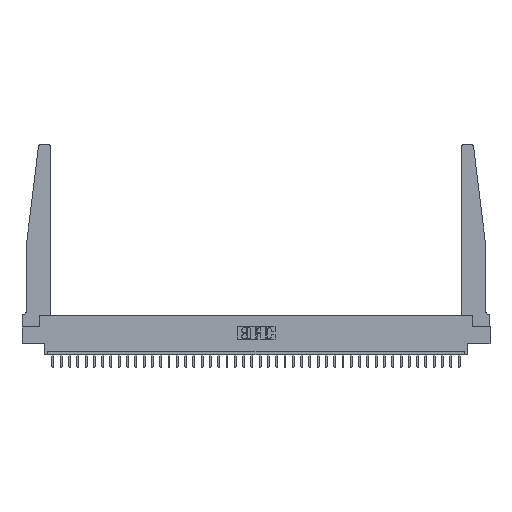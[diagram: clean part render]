
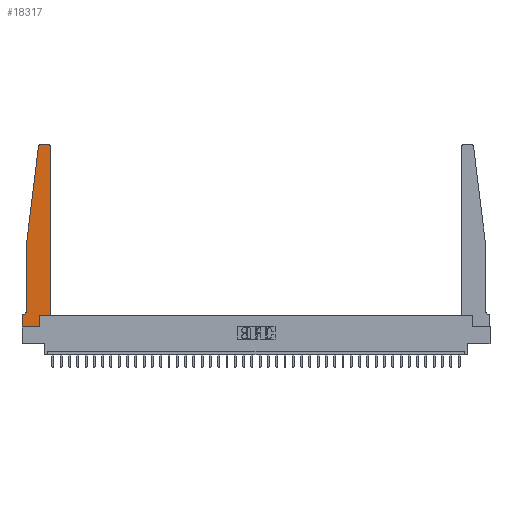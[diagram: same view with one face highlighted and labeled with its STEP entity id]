
A CAD part, top view. The second image highlights one B-rep face of the part: STEP entity #18317.
In plain terms, the highlighted planar face has unit normal (0, 0, 1).
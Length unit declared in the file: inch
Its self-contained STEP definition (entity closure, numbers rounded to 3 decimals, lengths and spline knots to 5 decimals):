
#31 = ORIENTED_EDGE ( 'NONE', *, *, #13926, .T. ) ;
#212 = EDGE_LOOP ( 'NONE', ( #4055, #29235, #35269, #3345, #21338, #23611, #31, #14750, #19632, #1511, #6758, #8178 ) ) ;
#610 = CARTESIAN_POINT ( 'NONE',  ( 0.2605, 0., 0.37 ) ) ;
#681 = DIRECTION ( 'NONE',  ( -1., 0., 0. ) ) ;
#934 = EDGE_CURVE ( 'NONE', #16015, #6304, #9072, .T. ) ;
#1255 = EDGE_CURVE ( 'NONE', #31587, #30310, #21267, .T. ) ;
#1511 = ORIENTED_EDGE ( 'NONE', *, *, #1255, .T. ) ;
#1647 = EDGE_CURVE ( 'NONE', #28708, #16726, #14703, .T. ) ;
#2092 = CARTESIAN_POINT ( 'NONE',  ( 0.015, 0.2375, 0.37 ) ) ;
#2191 = CARTESIAN_POINT ( 'NONE',  ( 0.27653, 2.72, 0.37 ) ) ;
#2388 = CARTESIAN_POINT ( 'NONE',  ( 0.015, 0.1875, 0.37 ) ) ;
#2991 = EDGE_CURVE ( 'NONE', #30310, #13248, #4593, .T. ) ;
#3345 = ORIENTED_EDGE ( 'NONE', *, *, #934, .T. ) ;
#3433 = EDGE_CURVE ( 'NONE', #20828, #28708, #27092, .T. ) ;
#3476 = VECTOR ( 'NONE', #9266, 39.37008 ) ;
#3915 = VECTOR ( 'NONE', #681, 39.37008 ) ;
#3926 = VECTOR ( 'NONE', #13286, 39.37008 ) ;
#4055 = ORIENTED_EDGE ( 'NONE', *, *, #3433, .T. ) ;
#4315 = VECTOR ( 'NONE', #5610, 39.37008 ) ;
#4593 = LINE ( 'NONE', #31805, #4315 ) ;
#4724 = AXIS2_PLACEMENT_3D ( 'NONE', #10925, #35092, #27422 ) ;
#4894 = DIRECTION ( 'NONE',  ( 0., 0., 1. ) ) ;
#4931 = DIRECTION ( 'NONE',  ( 1., 0., 0. ) ) ;
#5357 = FACE_OUTER_BOUND ( 'NONE', #212, .T. ) ;
#5610 = DIRECTION ( 'NONE',  ( 0., 1., 0. ) ) ;
#6304 = VERTEX_POINT ( 'NONE', #30154 ) ;
#6314 = EDGE_CURVE ( 'NONE', #16726, #16015, #13859, .T. ) ;
#6679 = CARTESIAN_POINT ( 'NONE',  ( 0.24675, 2.72367, 0.37 ) ) ;
#6758 = ORIENTED_EDGE ( 'NONE', *, *, #2991, .T. ) ;
#7600 = LINE ( 'NONE', #27317, #11619 ) ;
#8178 = ORIENTED_EDGE ( 'NONE', *, *, #29750, .T. ) ;
#9072 = LINE ( 'NONE', #30753, #26230 ) ;
#9266 = DIRECTION ( 'NONE',  ( 1., 0., 0. ) ) ;
#9556 = CARTESIAN_POINT ( 'NONE',  ( 0.2605, 0.18, 0.37 ) ) ;
#9629 = CARTESIAN_POINT ( 'NONE',  ( 0.27653, 2.75, 0.37 ) ) ;
#10234 = CARTESIAN_POINT ( 'NONE',  ( 0.25, 2.75, 0.37 ) ) ;
#10925 = CARTESIAN_POINT ( 'NONE',  ( 0., 0.1875, 0.37 ) ) ;
#10957 = VERTEX_POINT ( 'NONE', #13667 ) ;
#11509 = CARTESIAN_POINT ( 'NONE',  ( 0.395, 2.75, 0.37 ) ) ;
#11521 = EDGE_CURVE ( 'NONE', #30414, #28833, #33284, .T. ) ;
#11619 = VECTOR ( 'NONE', #15835, 39.37008 ) ;
#12512 = VECTOR ( 'NONE', #30676, 39.37008 ) ;
#12551 = VECTOR ( 'NONE', #32644, 39.37008 ) ;
#13248 = VERTEX_POINT ( 'NONE', #26471 ) ;
#13286 = DIRECTION ( 'NONE',  ( -1., 0., 0. ) ) ;
#13537 = VERTEX_POINT ( 'NONE', #610 ) ;
#13667 = CARTESIAN_POINT ( 'NONE',  ( 0., 0., 0.37 ) ) ;
#13859 = LINE ( 'NONE', #19412, #12551 ) ;
#13926 = EDGE_CURVE ( 'NONE', #28833, #10957, #19246, .T. ) ;
#14703 = CIRCLE ( 'NONE', #21575, 0.03 ) ;
#14750 = ORIENTED_EDGE ( 'NONE', *, *, #15855, .T. ) ;
#15569 = CIRCLE ( 'NONE', #21288, 0.05 ) ;
#15835 = DIRECTION ( 'NONE',  ( 0., 1., 0. ) ) ;
#15855 = EDGE_CURVE ( 'NONE', #10957, #13537, #31287, .T. ) ;
#16015 = VERTEX_POINT ( 'NONE', #21461 ) ;
#16301 = PLANE ( 'NONE',  #4724 ) ;
#16726 = VERTEX_POINT ( 'NONE', #6679 ) ;
#17181 = CARTESIAN_POINT ( 'NONE',  ( 0.065, 0.1875, 0.37 ) ) ;
#18317 = ADVANCED_FACE ( 'NONE', ( #5357 ), #16301, .T. ) ;
#18461 = CIRCLE ( 'NONE', #29332, 0.03 ) ;
#18527 = DIRECTION ( 'NONE',  ( 0., 0., 1. ) ) ;
#19246 = LINE ( 'NONE', #27486, #12512 ) ;
#19412 = CARTESIAN_POINT ( 'NONE',  ( 0.065, 1.25, 0.37 ) ) ;
#19632 = ORIENTED_EDGE ( 'NONE', *, *, #30514, .T. ) ;
#20749 = CARTESIAN_POINT ( 'NONE',  ( 0., 0., 0.37 ) ) ;
#20774 = DIRECTION ( 'NONE',  ( 0., 0., -1. ) ) ;
#20828 = VERTEX_POINT ( 'NONE', #11509 ) ;
#21267 = LINE ( 'NONE', #30210, #32543 ) ;
#21288 = AXIS2_PLACEMENT_3D ( 'NONE', #2092, #20774, #31664 ) ;
#21338 = ORIENTED_EDGE ( 'NONE', *, *, #28650, .T. ) ;
#21461 = CARTESIAN_POINT ( 'NONE',  ( 0.065, 1.25, 0.37 ) ) ;
#21575 = AXIS2_PLACEMENT_3D ( 'NONE', #2191, #4894, #32657 ) ;
#23611 = ORIENTED_EDGE ( 'NONE', *, *, #11521, .T. ) ;
#26230 = VECTOR ( 'NONE', #30590, 39.37008 ) ;
#26471 = CARTESIAN_POINT ( 'NONE',  ( 0.425, 2.72, 0.37 ) ) ;
#26960 = CARTESIAN_POINT ( 'NONE',  ( 0.395, 2.72, 0.37 ) ) ;
#27092 = LINE ( 'NONE', #10234, #3926 ) ;
#27317 = CARTESIAN_POINT ( 'NONE',  ( 0.2605, 0.18, 0.37 ) ) ;
#27422 = DIRECTION ( 'NONE',  ( 1., 0., 0. ) ) ;
#27486 = CARTESIAN_POINT ( 'NONE',  ( 0., 0., 0.37 ) ) ;
#28650 = EDGE_CURVE ( 'NONE', #6304, #30414, #15569, .T. ) ;
#28708 = VERTEX_POINT ( 'NONE', #9629 ) ;
#28833 = VERTEX_POINT ( 'NONE', #35064 ) ;
#29235 = ORIENTED_EDGE ( 'NONE', *, *, #1647, .T. ) ;
#29332 = AXIS2_PLACEMENT_3D ( 'NONE', #26960, #18527, #29620 ) ;
#29620 = DIRECTION ( 'NONE',  ( 1., 0., 0. ) ) ;
#29750 = EDGE_CURVE ( 'NONE', #13248, #20828, #18461, .T. ) ;
#30154 = CARTESIAN_POINT ( 'NONE',  ( 0.065, 0.2375, 0.37 ) ) ;
#30210 = CARTESIAN_POINT ( 'NONE',  ( 0.425, 0.18, 0.37 ) ) ;
#30310 = VERTEX_POINT ( 'NONE', #31410 ) ;
#30414 = VERTEX_POINT ( 'NONE', #2388 ) ;
#30514 = EDGE_CURVE ( 'NONE', #13537, #31587, #7600, .T. ) ;
#30590 = DIRECTION ( 'NONE',  ( 0., -1., 0. ) ) ;
#30676 = DIRECTION ( 'NONE',  ( 0., -1., 0. ) ) ;
#30753 = CARTESIAN_POINT ( 'NONE',  ( 0.065, 1.25, 0.37 ) ) ;
#31287 = LINE ( 'NONE', #20749, #3476 ) ;
#31410 = CARTESIAN_POINT ( 'NONE',  ( 0.425, 0.18, 0.37 ) ) ;
#31587 = VERTEX_POINT ( 'NONE', #9556 ) ;
#31664 = DIRECTION ( 'NONE',  ( -1., 0., 0. ) ) ;
#31805 = CARTESIAN_POINT ( 'NONE',  ( 0.425, 0.18, 0.37 ) ) ;
#32543 = VECTOR ( 'NONE', #4931, 39.37008 ) ;
#32644 = DIRECTION ( 'NONE',  ( -0.122, -0.992, 0. ) ) ;
#32657 = DIRECTION ( 'NONE',  ( 1., 0., 0. ) ) ;
#33284 = LINE ( 'NONE', #17181, #3915 ) ;
#35064 = CARTESIAN_POINT ( 'NONE',  ( 0., 0.1875, 0.37 ) ) ;
#35092 = DIRECTION ( 'NONE',  ( 0., 0., 1. ) ) ;
#35269 = ORIENTED_EDGE ( 'NONE', *, *, #6314, .T. ) ;
